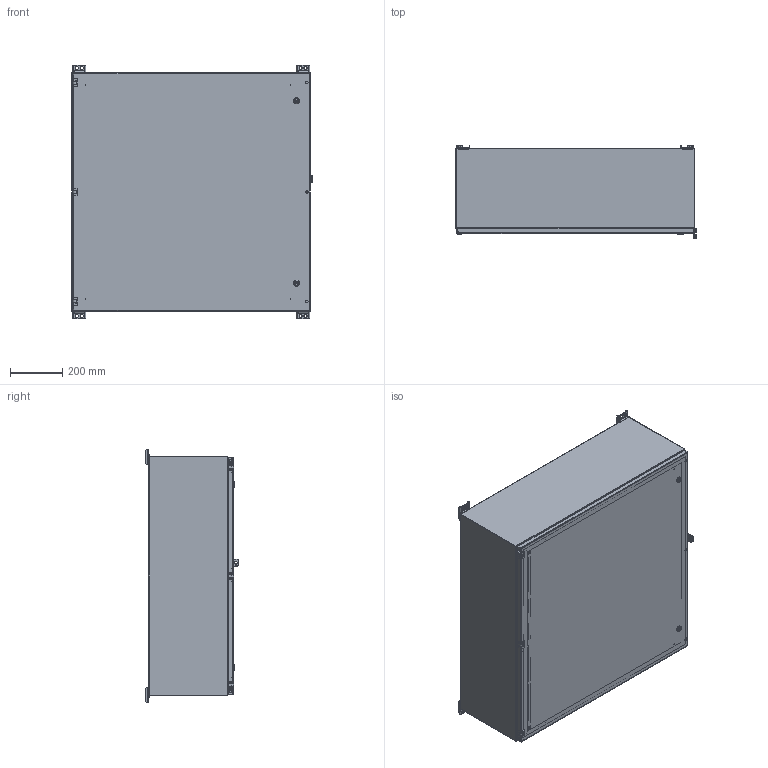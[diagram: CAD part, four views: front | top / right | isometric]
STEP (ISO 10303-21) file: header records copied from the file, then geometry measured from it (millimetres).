
FILE_DESCRIPTION( ( 'Unknown' ), '1' );
FILE_NAME( 'R363612_STEEL.stp', 'Unknown', ( 'Unknown' ), ( 'Unknown' ), 'PSStep 16.0.42', 'Unknown', ' ' );
FILE_SCHEMA( ( 'AUTOMOTIVE_DESIGN { 1 0 10303 214 1 1 1 1 }' ) );
Length unit declared in the file: millimetre
Products named in the file (53): 0.375 DIA; CAOUTCHOUC; METAL; LOCK AVEC TOURNEVIS TYPE 4-12 SANS CAME; HOSING-oa0; INSERT POUR TOURNEVIS-oa1; NOIX DE FIXATION-oa2; Oring-oa3; Oring-oa4; SEAL BLANC-oa5; STOPPER DESSOUS-oa6; VIS DE RETENUE DE LA CAME-oa7; PATTE-R; PATTE R; FW_0.3750; 3-8-16 x .750; HN_0.3750; PATTE-RD; AHR-PARTIE-PORTE; AHR - PARTIE PORTE LUG; AHR - TIGE; AHR-PARTIE-BOITIER; SEAL; AHR - PARTIE BOITIER; SET SCEW M6 x 1.000; NOIX M6; A15KR; CAME R; PARTIE BOITIER; PROVISION BOITIER; SEAL PROVISION; NUT 10-32; 10-32 x 0.500; PARTIE COUVERCLE; PROVISION PORTE; 10-32 x 0.500-oa8; R3636_14GA_COUVERCLE; 10-32 x 0.750 AC_CD 201-008-776; HN_no10; R3636C_14GA ...
Assembly tree (99 placements, depth 5):
  Assem1
    ARP3636_12GA
    R363612-U_16GA_BOITIER
      BUMPER R 0.250-20  x3
      0.375-16 x 0.750 AC_CKL 118-510-340  x8
      FW_0.3750  x8
      HN_0.3750  x8
      FW_0.2500  x3
      HN_0.2500  x3
      Rxx3612H_16GA
      Rxx3612B_16GA
      R363612B-U_16GA
      AHR-PARTIE-BOITIER  x3
        SEAL
        AHR - PARTIE BOITIER
        SET SCEW M6 x 1.000
        NOIX M6
      PATTE-RD  x2
        PATTE R
        FW_0.3750
        3-8-16 x .750
        HN_0.3750
        0.375 DIA
          CAOUTCHOUC
          METAL
      PATTE-R  x2
        PATTE R
        FW_0.3750
        3-8-16 x .750
        HN_0.3750
        0.375 DIA
          CAOUTCHOUC
          METAL
      PARTIE BOITIER
        PROVISION BOITIER
        SEAL PROVISION
        NUT 10-32
        10-32 x 0.500
    R3636_14GA_COUVERCLE
      10-32 x 0.750 AC_CD 201-008-776  x4
      HN_no10  x2
      R3636C_14GA
      R3636_GASKET
      ESPACEUR-RAIL  x2
      RAIL-V36
      AHR-PARTIE-PORTE  x3
        AHR - PARTIE PORTE LUG
        AHR - TIGE
      A15KR  x2
        CAME R
        LOCK AVEC TOURNEVIS TYPE 4-12 SANS CAME
          HOSING-oa0
          INSERT POUR TOURNEVIS-oa1
          NOIX DE FIXATION-oa2
          Oring-oa3
          Oring-oa4
          SEAL BLANC-oa5
          STOPPER DESSOUS-oa6
          VIS DE RETENUE DE LA CAME-oa7
      PARTIE COUVERCLE
Bounding box: 921.56 x 355.47 x 971.96 mm (x, y, z)
Volume: 7460910.8 mm3; surface area: 7837799.7 mm2
Topology: 115 solids, 115 shells, 4465 faces, 10794 edges, 6900 vertices
Faces by surface type: plane 2545, cylinder 788, extrusion 388, bspline 325, cone 221, torus 149, sphere 49
Full cylindrical faces by diameter (mm): 0.346 x6, 0.508 x4, 0.794 x8, 3.023 x14, 3.15 x2, 3.175 x14, 4.039 x4, 4.623 x2, 4.682 x32, 4.826 x10, 5.055 x1, 5.1 x3, 5.105 x1, 5.567 x2, 5.842 x3, 5.918 x6, 5.994 x4, 6 x3, 6.096 x4, 6.1 x9, 6.35 x6, 6.502 x4, 6.731 x6, 6.985 x2, 7.137 x5, 7.925 x2, 8.664 x2, 8.7 x3, 8.966 x8, 9 x3
Entity records: 160876 total; most frequent: CARTESIAN_POINT 72237, ORIENTED_EDGE 13996, DIRECTION 10349, EDGE_CURVE 6998, VERTEX_POINT 4720, EDGE_LOOP 3787, VECTOR 3461, AXIS2_PLACEMENT_3D 3444
